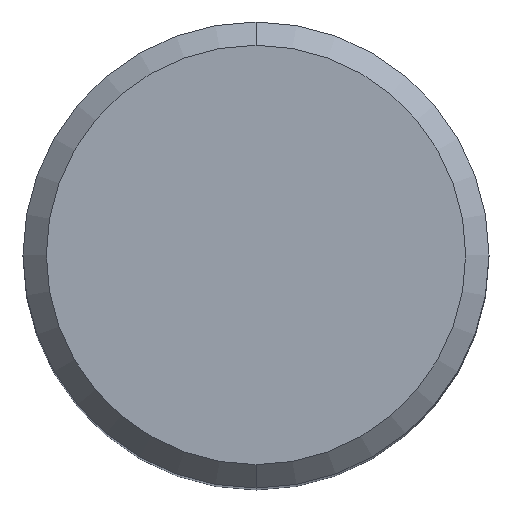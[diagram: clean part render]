
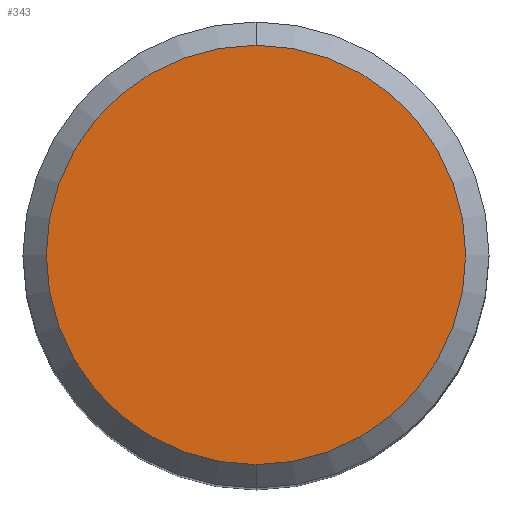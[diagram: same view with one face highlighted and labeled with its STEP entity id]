
A CAD part, top view. The second image highlights one B-rep face of the part: STEP entity #343.
In plain terms, the highlighted planar face has unit normal (0, 0, 1).
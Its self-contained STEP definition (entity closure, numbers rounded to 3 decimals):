
#177=VERTEX_POINT('',#484);
#303=VERTEX_POINT('',#622);
#343=ADVANCED_FACE('',(#666),#667,.T.);
#391=EDGE_CURVE('',#177,#303,#716,.T.);
#445=EDGE_CURVE('',#303,#177,#779,.T.);
#484=CARTESIAN_POINT('',(0.,-9.0,0.0));
#622=CARTESIAN_POINT('',(0.0,9.0,0.0));
#666=FACE_OUTER_BOUND('',#1214,.T.);
#667=PLANE('',#1215);
#716=CIRCLE('',#1372,9.0);
#779=CIRCLE('',#1539,9.0);
#1214=EDGE_LOOP('',(#1823,#1824));
#1215=AXIS2_PLACEMENT_3D('',#1825,#1826,#1827);
#1372=AXIS2_PLACEMENT_3D('',#1854,#1855,#1856);
#1539=AXIS2_PLACEMENT_3D('',#1941,#1942,#1943);
#1823=ORIENTED_EDGE('',*,*,#445,.F.);
#1824=ORIENTED_EDGE('',*,*,#391,.F.);
#1825=CARTESIAN_POINT('',(0.0,4.5,0.0));
#1826=DIRECTION('',(-0.0,0.0,1.0));
#1827=DIRECTION('',(0.0,-1.0,0.0));
#1854=CARTESIAN_POINT('',(0.0,0.0,0.0));
#1855=DIRECTION('',(0.0,0.0,-1.0));
#1856=DIRECTION('',(0.0,1.0,0.0));
#1941=CARTESIAN_POINT('',(0.0,0.0,0.0));
#1942=DIRECTION('',(0.0,0.0,-1.0));
#1943=DIRECTION('',(0.0,1.0,0.0));
